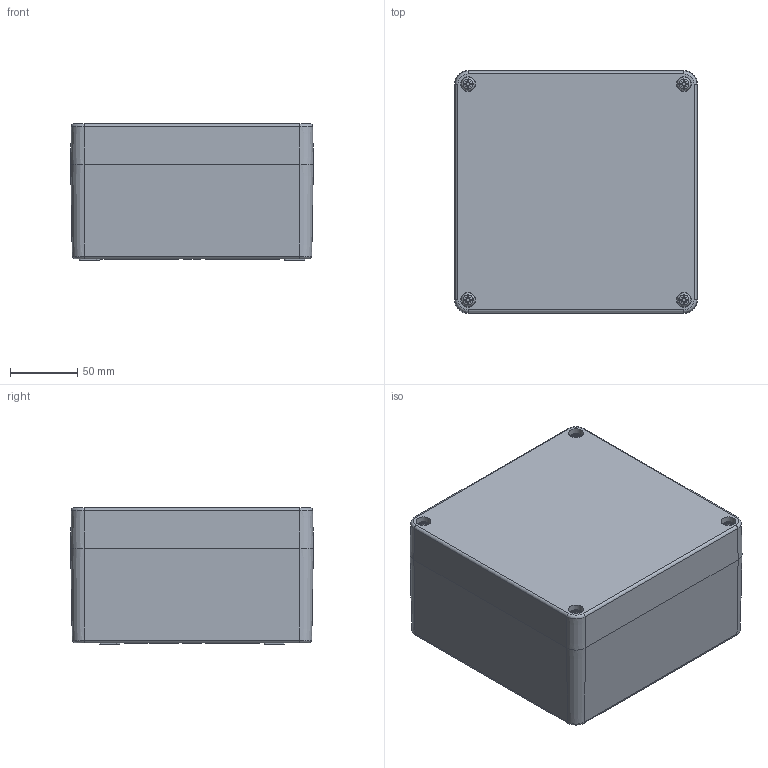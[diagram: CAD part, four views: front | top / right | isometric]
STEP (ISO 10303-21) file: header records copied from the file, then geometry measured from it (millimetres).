
FILE_DESCRIPTION((''),'2;1');
FILE_NAME('0101108000-MBA_181810_VE.stp','2014-10-20T09:52:41',('robin.rentz'),(''),'Autodesk Inventor 2012','Autodesk Inventor 2012','');
FILE_SCHEMA(('CONFIG_CONTROL_DESIGN'));
Length unit declared in the file: millimetre
Products named in the file (5): 0101108000-MBA_181810_VE; 0100108002-UT_181810_VE; 0100108001-OT_181810_VE; xxx-O-Ring-MBA_181810; Schraube BM 6x35/10
Assembly tree (7 placements, depth 2):
  0101108000-MBA_181810_VE
    0100108002-UT_181810_VE
    0100108001-OT_181810_VE
    xxx-O-Ring-MBA_181810
    Schraube BM 6x35/10  x4
Bounding box: 180 x 180 x 101 mm (x, y, z)
Volume: 734414 mm3; surface area: 294634.4 mm2
Topology: 7 solids, 7 shells, 1422 faces, 3597 edges, 2301 vertices
Faces by surface type: plane 592, bspline 363, cylinder 228, cone 124, torus 110, sphere 5
Full cylindrical faces by diameter (mm): 4.917 x11, 5 x4, 6 x4, 7.2 x5, 7.5 x8, 8 x5, 10 x4, 11 x8, 11.8 x4, 12 x2, 14.5 x4
Entity records: 42497 total; most frequent: CARTESIAN_POINT 13521, ORIENTED_EDGE 6364, DIRECTION 4976, EDGE_CURVE 3182, VERTEX_POINT 2085, VECTOR 1758, LINE 1758, AXIS2_PLACEMENT_3D 1609
